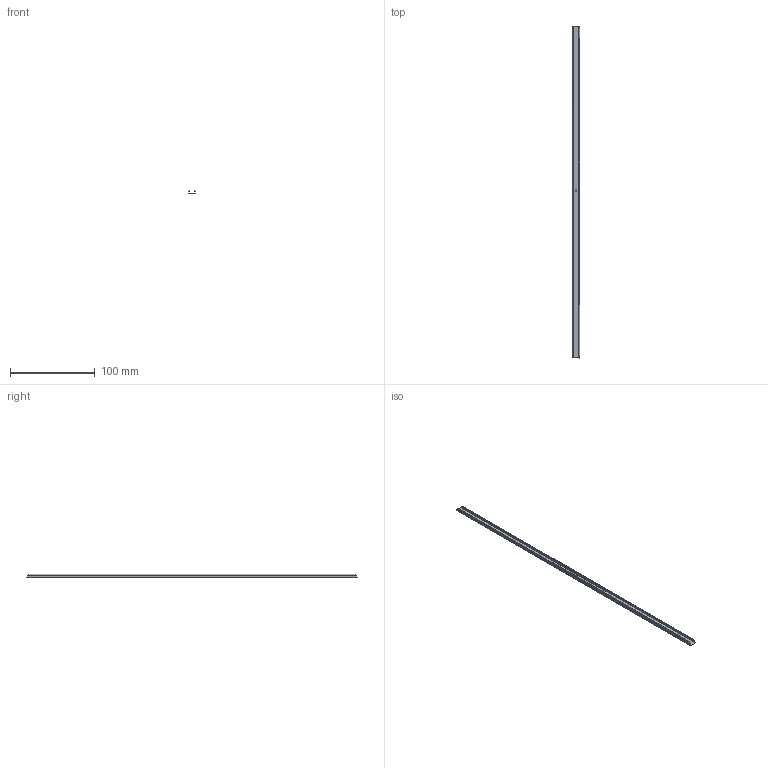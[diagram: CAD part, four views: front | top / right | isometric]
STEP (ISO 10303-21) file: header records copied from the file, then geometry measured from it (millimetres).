
FILE_DESCRIPTION(/* description */ (''),/* implementation_level */ '2;1');
FILE_NAME(/* name */ 'extrusion-cover.stp',/* time_stamp */ '2023-12-19T11:27:07+01:00',/* author */ ('Dominik Tebich'),/* organization */ (''),/* preprocessor_version */ 'ST-DEVELOPER v19.2',/* originating_system */ 'Autodesk Inventor 2023',/* authorisation */ '');
FILE_SCHEMA (('AUTOMOTIVE_DESIGN { 1 0 10303 214 3 1 1 }'));
Length unit declared in the file: millimetre
Products named in the file (1): Extrusion-cover
Bounding box: 8.64 x 392.3 x 3.85 mm (x, y, z)
Volume: 3857.7 mm3; surface area: 12400.3 mm2
Topology: 1 solids, 1 shells, 54 faces, 123 edges, 72 vertices
Faces by surface type: plane 54
Entity records: 1553 total; most frequent: CARTESIAN_POINT 250, ORIENTED_EDGE 246, DIRECTION 233, LINE 123, VECTOR 123, EDGE_CURVE 123, VERTEX_POINT 72, EDGE_LOOP 55
